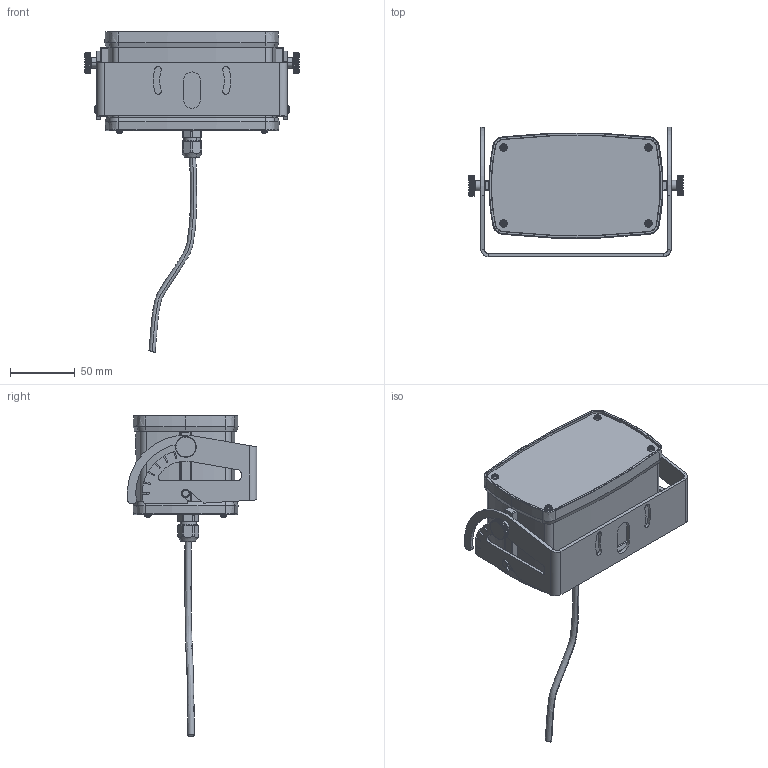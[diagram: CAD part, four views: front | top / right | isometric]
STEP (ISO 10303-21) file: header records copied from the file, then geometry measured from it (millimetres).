
FILE_DESCRIPTION (( 'STEP AP214' ), '1' );
FILE_NAME ('223152_Customer.STEP', '2021-03-02T09:00:29', ( '' ), ( '' ), 'SwSTEP 2.0', 'SolidWorks 2017', '' );
FILE_SCHEMA (( 'AUTOMOTIVE_DESIGN' ));
Length unit declared in the file: millimetre
Products named in the file (2): 223152_Customer
Bounding box: 165.72 x 100 x 248.25 mm (x, y, z)
Volume: 760257.6 mm3; surface area: 105817.4 mm2
Topology: 4 solids, 22 shells, 1382 faces, 3470 edges, 2175 vertices
Faces by surface type: plane 664, cylinder 390, cone 129, bspline 104, torus 87, sphere 8
Entity records: 61780 total; most frequent: CARTESIAN_POINT 14738, ORIENTED_EDGE 6924, DIRECTION 6270, EDGE_CURVE 3462, AXIS2_PLACEMENT_3D 2420, VERTEX_POINT 2175, EDGE_LOOP 1449, VECTOR 1430
